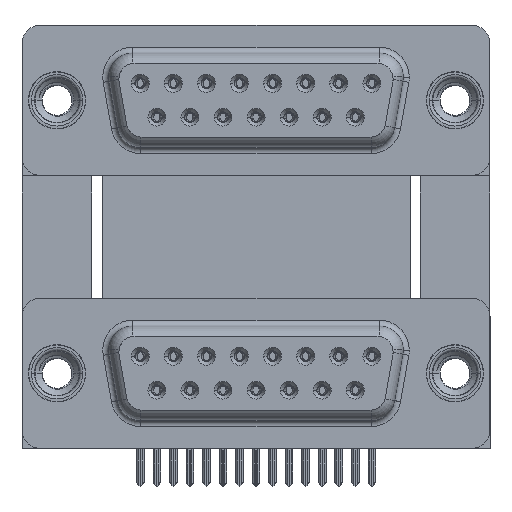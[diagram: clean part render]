
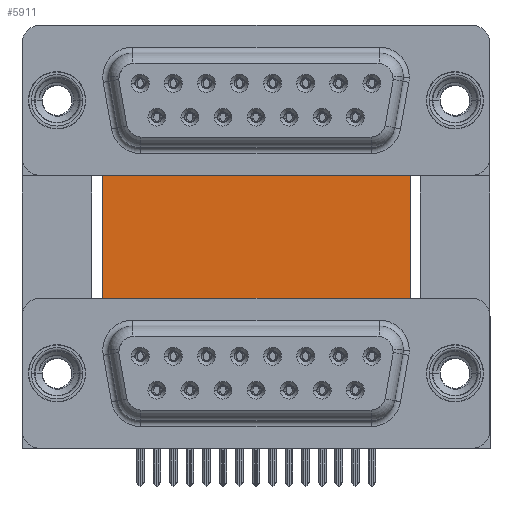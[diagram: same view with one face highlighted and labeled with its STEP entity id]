
A CAD part, top view. The second image highlights one B-rep face of the part: STEP entity #5911.
In plain terms, the highlighted planar face has unit normal (0, 0, 1).
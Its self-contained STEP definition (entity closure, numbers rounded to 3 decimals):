
#4522 = CARTESIAN_POINT ( 'NONE',  ( 3.79, 16.585, -12. ) ) ;
#4749 = CARTESIAN_POINT ( 'NONE',  ( 29.58, 16.585, -12. ) ) ;
#5911 = ADVANCED_FACE ( 'NONE', ( #30782 ), #22473, .F. ) ;
#7041 = EDGE_CURVE ( 'NONE', #25118, #7539, #21454, .T. ) ;
#7539 = VERTEX_POINT ( 'NONE', #45963 ) ;
#8288 = CARTESIAN_POINT ( 'NONE',  ( 3.79, 16.585, -12. ) ) ;
#8433 = LINE ( 'NONE', #4522, #27557 ) ;
#8526 = ORIENTED_EDGE ( 'NONE', *, *, #7041, .F. ) ;
#10547 = DIRECTION ( 'NONE',  ( -1., 0., 0. ) ) ;
#10753 = VERTEX_POINT ( 'NONE', #41142 ) ;
#12225 = CARTESIAN_POINT ( 'NONE',  ( 3.79, 16.585, -12. ) ) ;
#13776 = EDGE_CURVE ( 'NONE', #15879, #10753, #51091, .T. ) ;
#14000 = ORIENTED_EDGE ( 'NONE', *, *, #45177, .F. ) ;
#14294 = DIRECTION ( 'NONE',  ( 0., -1., 0. ) ) ;
#15411 = EDGE_LOOP ( 'NONE', ( #27687, #14000, #8526, #43604 ) ) ;
#15879 = VERTEX_POINT ( 'NONE', #25778 ) ;
#16965 = EDGE_CURVE ( 'NONE', #25118, #15879, #8433, .T. ) ;
#18082 = DIRECTION ( 'NONE',  ( 1., 0., 0. ) ) ;
#21454 = LINE ( 'NONE', #12225, #44775 ) ;
#22473 = PLANE ( 'NONE',  #38042 ) ;
#24343 = DIRECTION ( 'NONE',  ( 1., 0., 0. ) ) ;
#25118 = VERTEX_POINT ( 'NONE', #8288 ) ;
#25778 = CARTESIAN_POINT ( 'NONE',  ( 3.79, -3.735, -12. ) ) ;
#27557 = VECTOR ( 'NONE', #36737, 1000. ) ;
#27687 = ORIENTED_EDGE ( 'NONE', *, *, #13776, .T. ) ;
#29837 = VECTOR ( 'NONE', #24343, 1000. ) ;
#30782 = FACE_OUTER_BOUND ( 'NONE', #15411, .T. ) ;
#32548 = LINE ( 'NONE', #4749, #33878 ) ;
#33878 = VECTOR ( 'NONE', #14294, 1000. ) ;
#36737 = DIRECTION ( 'NONE',  ( 0., -1., 0. ) ) ;
#38042 = AXIS2_PLACEMENT_3D ( 'NONE', #50498, #50010, #10547 ) ;
#41142 = CARTESIAN_POINT ( 'NONE',  ( 29.58, -3.735, -12. ) ) ;
#43581 = CARTESIAN_POINT ( 'NONE',  ( 3.79, -3.735, -12. ) ) ;
#43604 = ORIENTED_EDGE ( 'NONE', *, *, #16965, .T. ) ;
#44775 = VECTOR ( 'NONE', #18082, 1000. ) ;
#45177 = EDGE_CURVE ( 'NONE', #7539, #10753, #32548, .T. ) ;
#45963 = CARTESIAN_POINT ( 'NONE',  ( 29.58, 16.585, -12. ) ) ;
#50010 = DIRECTION ( 'NONE',  ( 0., 0., -1. ) ) ;
#50498 = CARTESIAN_POINT ( 'NONE',  ( 3.79, 16.585, -12. ) ) ;
#51091 = LINE ( 'NONE', #43581, #29837 ) ;
